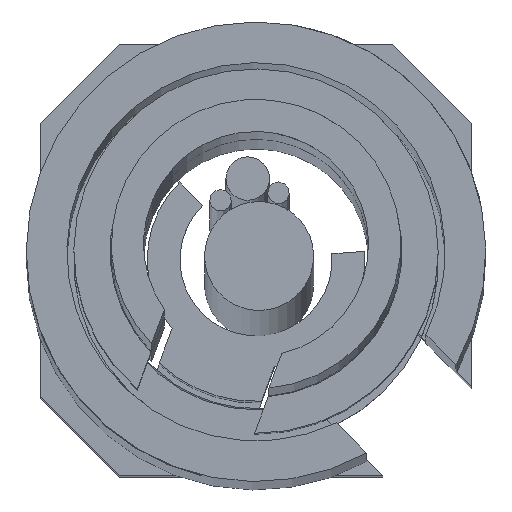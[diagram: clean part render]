
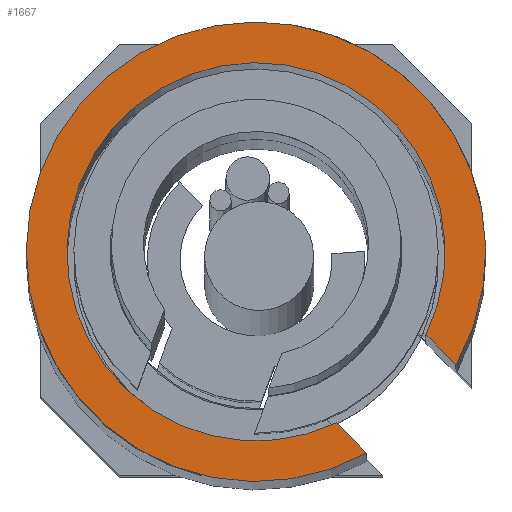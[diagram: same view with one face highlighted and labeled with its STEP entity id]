
A CAD part, top view. The second image highlights one B-rep face of the part: STEP entity #1667.
In plain terms, the highlighted face is planar.
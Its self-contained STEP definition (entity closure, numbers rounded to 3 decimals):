
#180=CIRCLE('',#1929,21.08);
#181=CIRCLE('',#1930,17.35);
#297=FACE_OUTER_BOUND('',#397,.T.);
#397=EDGE_LOOP('',(#1253,#1254,#1255,#1256,#1257));
#537=LINE('',#2732,#682);
#539=LINE('',#2738,#684);
#542=LINE('',#2744,#687);
#682=VECTOR('',#2202,10.);
#684=VECTOR('',#2206,10.);
#687=VECTOR('',#2211,10.);
#817=VERTEX_POINT('',#2726);
#819=VERTEX_POINT('',#2730);
#820=VERTEX_POINT('',#2734);
#822=VERTEX_POINT('',#2737);
#824=VERTEX_POINT('',#2743);
#985=EDGE_CURVE('',#817,#819,#537,.T.);
#987=EDGE_CURVE('',#822,#820,#539,.T.);
#990=EDGE_CURVE('',#819,#824,#542,.T.);
#991=EDGE_CURVE('',#824,#822,#180,.T.);
#992=EDGE_CURVE('',#820,#817,#181,.T.);
#1253=ORIENTED_EDGE('',*,*,#985,.T.);
#1254=ORIENTED_EDGE('',*,*,#990,.T.);
#1255=ORIENTED_EDGE('',*,*,#991,.T.);
#1256=ORIENTED_EDGE('',*,*,#987,.T.);
#1257=ORIENTED_EDGE('',*,*,#992,.T.);
#1600=PLANE('',#1928);
#1667=ADVANCED_FACE('',(#297),#1600,.F.);
#1928=AXIS2_PLACEMENT_3D('',#2742,#2209,#2210);
#1929=AXIS2_PLACEMENT_3D('',#2745,#2212,#2213);
#1930=AXIS2_PLACEMENT_3D('',#2746,#2214,#2215);
#2202=DIRECTION('',(1.,0.,0.));
#2206=DIRECTION('',(-1.,0.,0.));
#2209=DIRECTION('center_axis',(0.,0.,1.));
#2210=DIRECTION('ref_axis',(1.,0.,0.));
#2211=DIRECTION('',(0.,-1.,0.));
#2212=DIRECTION('center_axis',(0.,0.,-1.));
#2213=DIRECTION('ref_axis',(-1.,0.,0.));
#2214=DIRECTION('center_axis',(0.,0.,1.));
#2215=DIRECTION('ref_axis',(-1.,0.,0.));
#2726=CARTESIAN_POINT('',(16.409,-5.637,0.));
#2730=CARTESIAN_POINT('',(20.248,-5.637,0.));
#2732=CARTESIAN_POINT('',(10.124,-5.637,0.));
#2734=CARTESIAN_POINT('',(16.329,5.863,0.));
#2737=CARTESIAN_POINT('',(20.248,5.863,0.));
#2738=CARTESIAN_POINT('',(10.124,5.863,0.));
#2742=CARTESIAN_POINT('Origin',(0.,0.,0.));
#2743=CARTESIAN_POINT('',(20.248,-5.863,0.));
#2744=CARTESIAN_POINT('',(20.248,-5.99,0.));
#2745=CARTESIAN_POINT('Origin',(0.,0.,0.));
#2746=CARTESIAN_POINT('Origin',(0.,0.,0.));
